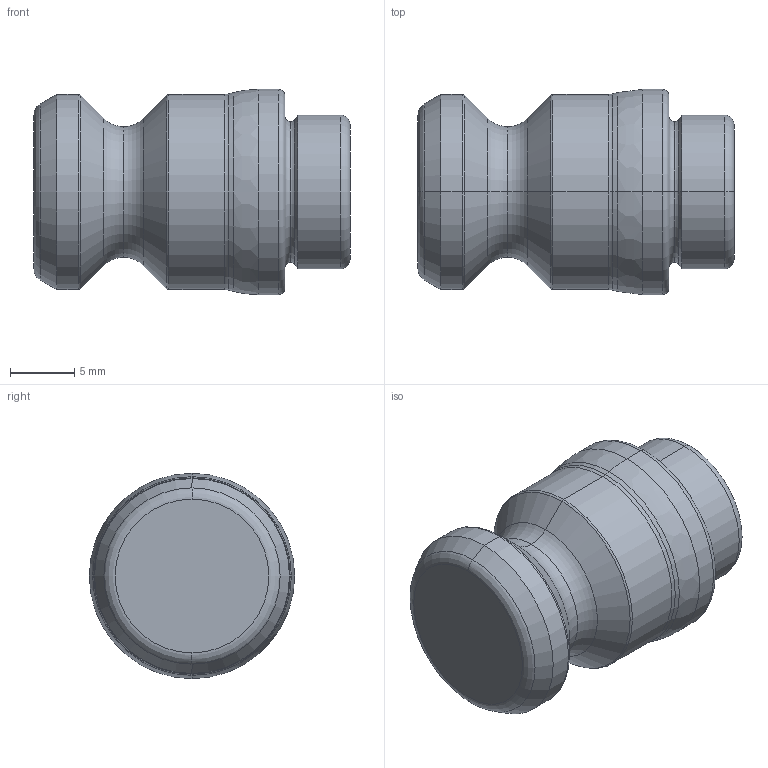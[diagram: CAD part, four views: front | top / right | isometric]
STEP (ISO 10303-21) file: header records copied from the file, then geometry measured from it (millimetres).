
FILE_DESCRIPTION (( 'STEP AP214' ), '1' );
FILE_NAME ('D_PS16F.STEP', '2020-03-11T17:05:19', ( '' ), ( '' ), 'SwSTEP 2.0', 'SolidWorks 2018', '' );
FILE_SCHEMA (( 'AUTOMOTIVE_DESIGN' ));
Length unit declared in the file: inch
Products named in the file (1): D_PS16F
Bounding box: 24.64 x 16 x 16 mm (x, y, z)
Volume: 3686.2 mm3; surface area: 1478.2 mm2
Topology: 1 solids, 1 shells, 43 faces, 84 edges, 44 vertices
Faces by surface type: torus 22, cone 10, cylinder 8, plane 3
Entity records: 1253 total; most frequent: DIRECTION 238, CARTESIAN_POINT 172, ORIENTED_EDGE 168, AXIS2_PLACEMENT_3D 110, EDGE_CURVE 84, CIRCLE 66, VERTEX_POINT 44, EDGE_LOOP 44
